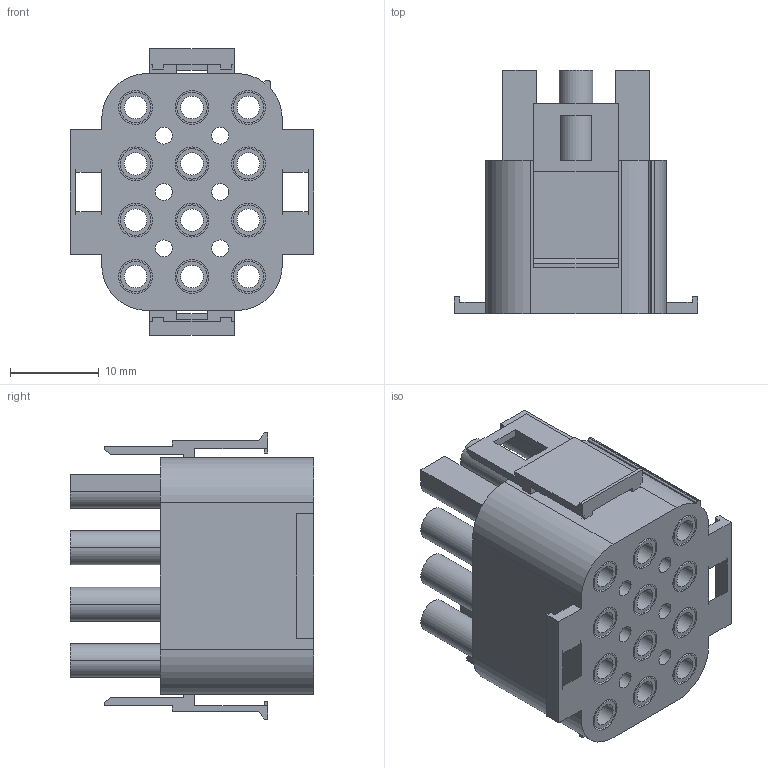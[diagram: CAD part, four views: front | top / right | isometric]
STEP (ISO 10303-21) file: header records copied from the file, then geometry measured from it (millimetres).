
FILE_DESCRIPTION((''),'1');
FILE_NAME('50-84-1120','2001-02-23T',('GOPALAN'),(''),'PRO/ENGINEER BY PARAMETRIC TECHNOLOGY CORPORATION, 9902','PRO/ENGINEER BY PARAMETRIC TECHNOLOGY CORPORATION, 9902','');
FILE_SCHEMA(('CONFIG_CONTROL_DESIGN'));
Length unit declared in the file: inch
Products named in the file (1): 50-84-1120
Bounding box: 27.43 x 27.43 x 32.26 mm (x, y, z)
Surface area: 9204.8 mm2 (no closed solid volume)
Topology: 0 solids, 0 shells, 278 faces, 1372 edges, 1372 vertices
Faces by surface type: plane 142, cylinder 136
Entity records: 7161 total; most frequent: DIRECTION 1514, COMPOSITE_CURVE_SEGMENT 1372, CARTESIAN_POINT 964, TRIMMED_CURVE 686, AXIS2_PLACEMENT_3D 550, VECTOR 414, LINE 414, CURVE_BOUNDED_SURFACE 278
